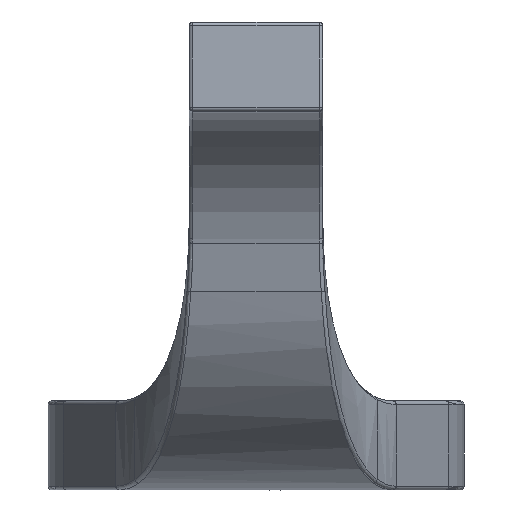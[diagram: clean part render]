
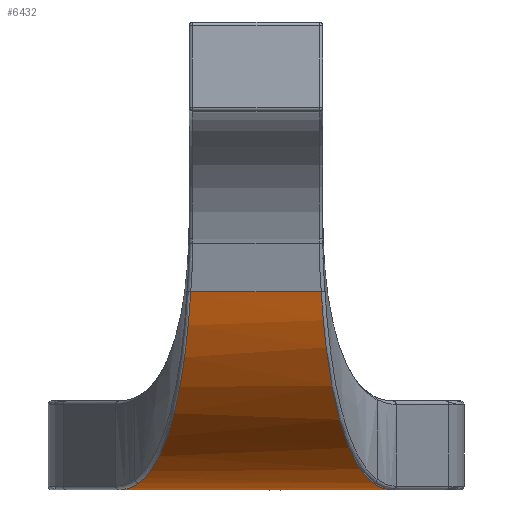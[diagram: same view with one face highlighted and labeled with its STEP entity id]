
A CAD part, left-side view. The second image highlights one B-rep face of the part: STEP entity #6432.
In plain terms, the highlighted cylindrical face has radius 36 mm (diameter 72 mm), a partial arc.
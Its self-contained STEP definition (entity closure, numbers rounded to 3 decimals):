
#635=CARTESIAN_POINT('',(-28.,-18.341,0.));
#636=CARTESIAN_POINT('',(-28.893,-18.062,0.));
#637=CARTESIAN_POINT('',(-30.679,-17.504,
0.066));
#638=CARTESIAN_POINT('',(-33.342,-16.667,
0.365));
#639=CARTESIAN_POINT('',(-35.099,-16.109,
0.696));
#640=CARTESIAN_POINT('',(-35.969,-15.83,
0.893));
#642=DIRECTION('',(0.,1.,0.));
#643=VECTOR('',#642,36.681);
#644=CARTESIAN_POINT('',(-28.,-18.341,0.));
#645=LINE('',#644,#643);
#646=CARTESIAN_POINT('',(-35.969,15.83,0.893));
#647=CARTESIAN_POINT('',(-35.099,16.109,0.696));
#648=CARTESIAN_POINT('',(-33.342,16.667,0.365));
#649=CARTESIAN_POINT('',(-30.679,17.504,0.066));
#650=CARTESIAN_POINT('',(-28.893,18.062,0.));
#651=CARTESIAN_POINT('',(-28.,18.341,0.));
#658=DIRECTION('',(0.,1.,0.));
#659=VECTOR('',#658,17.556);
#660=CARTESIAN_POINT('',(-62.773,-8.778,26.683));
#661=LINE('',#660,#659);
#742=CARTESIAN_POINT('',(-62.773,8.778,26.683));
#743=CARTESIAN_POINT('',(-62.354,8.871,25.118));
#744=CARTESIAN_POINT('',(-61.304,9.105,22.046));
#745=CARTESIAN_POINT('',(-59.122,9.599,17.689));
#746=CARTESIAN_POINT('',(-56.37,10.239,13.66));
#747=CARTESIAN_POINT('',(-53.094,11.028,10.033));
#748=CARTESIAN_POINT('',(-49.349,11.973,6.876));
#749=CARTESIAN_POINT('',(-45.202,13.078,4.249));
#750=CARTESIAN_POINT('',(-40.724,14.35,2.204));
#751=CARTESIAN_POINT('',(-37.572,15.316,1.257));
#752=CARTESIAN_POINT('',(-35.969,15.83,0.893));
#1513=CARTESIAN_POINT('',(-35.969,-15.83,
0.893));
#1514=CARTESIAN_POINT('',(-37.572,-15.316,
1.257));
#1515=CARTESIAN_POINT('',(-40.725,-14.35,
2.204));
#1516=CARTESIAN_POINT('',(-45.202,-13.078,
4.249));
#1517=CARTESIAN_POINT('',(-49.349,-11.973,
6.876));
#1518=CARTESIAN_POINT('',(-53.093,-11.029,
10.032));
#1519=CARTESIAN_POINT('',(-56.37,-10.239,
13.659));
#1520=CARTESIAN_POINT('',(-59.123,-9.599,
17.689));
#1521=CARTESIAN_POINT('',(-61.305,-9.105,
22.047));
#1522=CARTESIAN_POINT('',(-62.354,-8.871,
25.119));
#1523=CARTESIAN_POINT('',(-62.773,-8.778,
26.683));
#5929=CARTESIAN_POINT('',(-28.,18.341,0.));
#5930=VERTEX_POINT('',#5929);
#5931=CARTESIAN_POINT('',(-28.,-18.341,0.));
#5932=VERTEX_POINT('',#5931);
#5937=CARTESIAN_POINT('',(-62.773,-8.778,
26.683));
#5938=CARTESIAN_POINT('',(-62.773,8.778,26.683));
#5939=VERTEX_POINT('',#5937);
#5940=VERTEX_POINT('',#5938);
#5941=VERTEX_POINT('',#1513);
#5942=VERTEX_POINT('',#646);
#6415=CARTESIAN_POINT('',(-28.,-28.,36.));
#6416=DIRECTION('',(0.,1.,0.));
#6417=DIRECTION('',(0.,0.,-1.));
#6418=AXIS2_PLACEMENT_3D('',#6415,#6416,#6417);
#6419=CYLINDRICAL_SURFACE('',#6418,36.);
#6421=ORIENTED_EDGE('',*,*,#6420,.F.);
#6423=ORIENTED_EDGE('',*,*,#6422,.F.);
#6424=ORIENTED_EDGE('',*,*,#6406,.F.);
#6425=ORIENTED_EDGE('',*,*,#6002,.T.);
#6427=ORIENTED_EDGE('',*,*,#6426,.F.);
#6429=ORIENTED_EDGE('',*,*,#6428,.F.);
#6430=EDGE_LOOP('',(#6421,#6423,#6424,#6425,#6427,#6429));
#6431=FACE_OUTER_BOUND('',#6430,.F.);
#641=B_SPLINE_CURVE_WITH_KNOTS('',3,(#635,#636,#637,#638,#639,#640),
.UNSPECIFIED.,.F.,.F.,(4,1,1,4),(0.,0.333,0.667,1.),
.UNSPECIFIED.);
#652=B_SPLINE_CURVE_WITH_KNOTS('',3,(#646,#647,#648,#649,#650,#651),
.UNSPECIFIED.,.F.,.F.,(4,1,1,4),(0.,0.333,0.667,1.),
.UNSPECIFIED.);
#753=B_SPLINE_CURVE_WITH_KNOTS('',3,(#742,#743,#744,#745,#746,#747,#748,#749,
#750,#751,#752),.UNSPECIFIED.,.F.,.F.,(4,1,1,1,1,1,1,1,4),(0.,0.125,0.25,
0.375,0.5,0.625,0.75,0.875,1.),.UNSPECIFIED.);
#1524=B_SPLINE_CURVE_WITH_KNOTS('',3,(#1513,#1514,#1515,#1516,#1517,#1518,#1519,
#1520,#1521,#1522,#1523),.UNSPECIFIED.,.F.,.F.,(4,1,1,1,1,1,1,1,4),(0.,
0.125,0.25,0.375,0.5,0.625,0.75,0.875,1.),.UNSPECIFIED.);
#6002=EDGE_CURVE('',#5932,#5930,#645,.T.);
#6406=EDGE_CURVE('',#5932,#5941,#641,.T.);
#6420=EDGE_CURVE('',#5939,#5940,#661,.T.);
#6422=EDGE_CURVE('',#5941,#5939,#1524,.T.);
#6426=EDGE_CURVE('',#5942,#5930,#652,.T.);
#6428=EDGE_CURVE('',#5940,#5942,#753,.T.);
#6432=ADVANCED_FACE('',(#6431),#6419,.T.);
